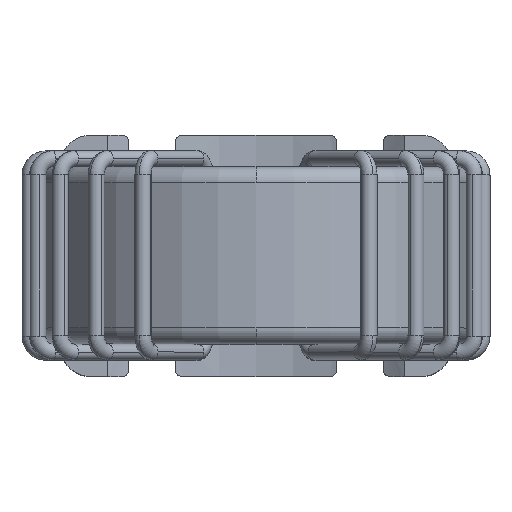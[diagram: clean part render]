
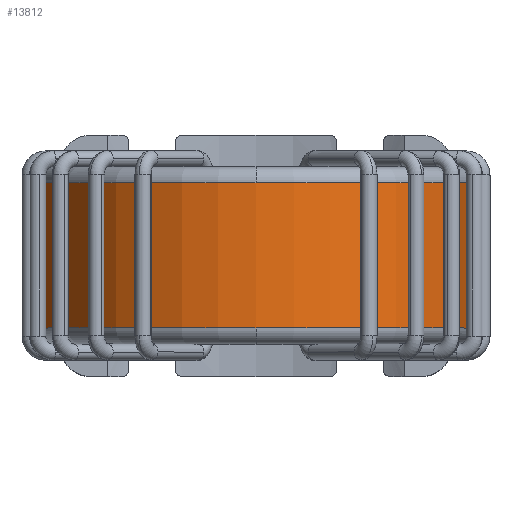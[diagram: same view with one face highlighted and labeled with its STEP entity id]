
A CAD part, top view. The second image highlights one B-rep face of the part: STEP entity #13812.
In plain terms, the highlighted cylindrical face has radius 6.75 mm (diameter 13.5 mm), a partial arc.
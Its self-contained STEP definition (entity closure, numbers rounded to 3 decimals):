
#13682=CARTESIAN_POINT('',(0.,-2.25,17.5));
#13683=VERTEX_POINT('',#13682);
#13691=CARTESIAN_POINT('',(-6.75,-2.25,10.75));
#13692=VERTEX_POINT('',#13691);
#13693=CARTESIAN_POINT('',(0.,-2.25,10.75));
#13694=DIRECTION('',(0.0,-1.0,0.0));
#13695=DIRECTION('',(-1.0,0.0,0.0));
#13696=AXIS2_PLACEMENT_3D('',#13693,#13694,#13695);
#13697=CIRCLE('',#13696,6.75);
#13698=EDGE_CURVE('',#13683,#13692,#13697,.T.);
#13763=CARTESIAN_POINT('',(0.,-2.75,10.75));
#13764=DIRECTION('',(0.0,1.0,0.0));
#13765=DIRECTION('',(1.0,0.0,0.0));
#13766=AXIS2_PLACEMENT_3D('',#13763,#13764,#13765);
#13767=CYLINDRICAL_SURFACE('',#13766,6.75);
#13768=CARTESIAN_POINT('',(6.75,2.25,10.75));
#13769=VERTEX_POINT('',#13768);
#13770=CARTESIAN_POINT('',(6.75,-2.25,10.75));
#13771=VERTEX_POINT('',#13770);
#13772=CARTESIAN_POINT('',(6.75,2.25,10.75));
#13773=DIRECTION('',(0.0,-1.0,0.0));
#13774=VECTOR('',#13773,4.5);
#13775=LINE('',#13772,#13774);
#13776=EDGE_CURVE('',#13769,#13771,#13775,.T.);
#13777=ORIENTED_EDGE('',*,*,#13776,.F.);
#13778=CARTESIAN_POINT('',(0.,2.25,17.5));
#13779=VERTEX_POINT('',#13778);
#13780=CARTESIAN_POINT('',(0.,2.25,10.75));
#13781=DIRECTION('',(0.0,1.0,0.0));
#13782=DIRECTION('',(-1.0,0.0,0.0));
#13783=AXIS2_PLACEMENT_3D('',#13780,#13781,#13782);
#13784=CIRCLE('',#13783,6.75);
#13785=EDGE_CURVE('',#13779,#13769,#13784,.T.);
#13786=ORIENTED_EDGE('',*,*,#13785,.F.);
#13787=CARTESIAN_POINT('',(-6.75,2.25,10.75));
#13788=VERTEX_POINT('',#13787);
#13789=CARTESIAN_POINT('',(0.,2.25,10.75));
#13790=DIRECTION('',(0.0,1.0,0.0));
#13791=DIRECTION('',(-1.0,0.0,0.0));
#13792=AXIS2_PLACEMENT_3D('',#13789,#13790,#13791);
#13793=CIRCLE('',#13792,6.75);
#13794=EDGE_CURVE('',#13788,#13779,#13793,.T.);
#13795=ORIENTED_EDGE('',*,*,#13794,.F.);
#13796=CARTESIAN_POINT('',(-6.75,2.25,10.75));
#13797=DIRECTION('',(0.0,-1.0,0.0));
#13798=VECTOR('',#13797,4.5);
#13799=LINE('',#13796,#13798);
#13800=EDGE_CURVE('',#13788,#13692,#13799,.T.);
#13801=ORIENTED_EDGE('',*,*,#13800,.T.);
#13802=ORIENTED_EDGE('',*,*,#13698,.F.);
#13803=CARTESIAN_POINT('',(0.,-2.25,10.75));
#13804=DIRECTION('',(0.0,-1.0,0.0));
#13805=DIRECTION('',(-1.0,0.0,0.0));
#13806=AXIS2_PLACEMENT_3D('',#13803,#13804,#13805);
#13807=CIRCLE('',#13806,6.75);
#13808=EDGE_CURVE('',#13771,#13683,#13807,.T.);
#13809=ORIENTED_EDGE('',*,*,#13808,.F.);
#13810=EDGE_LOOP('',(#13777,#13786,#13795,#13801,#13802,#13809));
#13811=FACE_OUTER_BOUND('',#13810,.T.);
#13812=ADVANCED_FACE('',(#13811),#13767,.T.);
